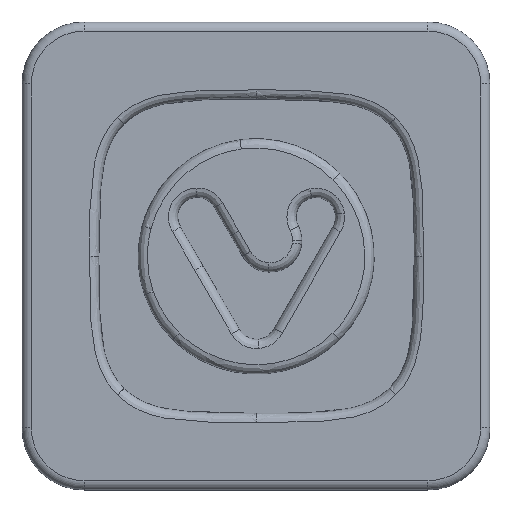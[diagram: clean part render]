
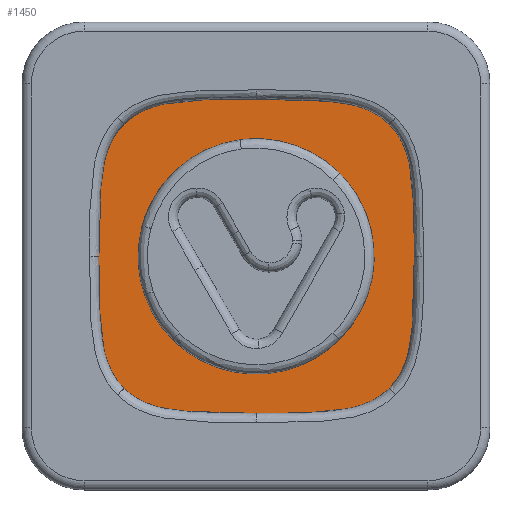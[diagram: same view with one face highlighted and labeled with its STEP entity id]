
A CAD part, top view. The second image highlights one B-rep face of the part: STEP entity #1450.
In plain terms, the highlighted planar face has unit normal (0, 0, 1).
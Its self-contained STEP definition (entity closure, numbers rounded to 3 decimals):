
#125=B_SPLINE_CURVE_WITH_KNOTS('',3,(#3880,#3881,#3882,#3883),
 .UNSPECIFIED.,.F.,.F.,(4,4),(-0.201,0.),.UNSPECIFIED.);
#126=B_SPLINE_CURVE_WITH_KNOTS('',3,(#3884,#3885,#3886,#3887),
 .UNSPECIFIED.,.F.,.F.,(4,4),(-0.248,0.),
 .UNSPECIFIED.);
#161=FACE_BOUND('',#429,.T.);
#174=(
BOUNDED_CURVE()
B_SPLINE_CURVE(3,(#3148,#3149,#3150,#3151),.UNSPECIFIED.,.F.,.F.)
B_SPLINE_CURVE_WITH_KNOTS((4,4),(0.715,1.),.UNSPECIFIED.)
CURVE()
GEOMETRIC_REPRESENTATION_ITEM()
RATIONAL_B_SPLINE_CURVE((1.,1.,1.,1.))
REPRESENTATION_ITEM('')
);
#175=(
BOUNDED_CURVE()
B_SPLINE_CURVE(3,(#3163,#3164,#3165,#3166),.UNSPECIFIED.,.F.,.F.)
B_SPLINE_CURVE_WITH_KNOTS((4,4),(0.004,0.745),
 .UNSPECIFIED.)
CURVE()
GEOMETRIC_REPRESENTATION_ITEM()
RATIONAL_B_SPLINE_CURVE((1.,1.,1.,1.))
REPRESENTATION_ITEM('')
);
#176=(
BOUNDED_CURVE()
B_SPLINE_CURVE(3,(#3737,#3738,#3739,#3740),.UNSPECIFIED.,.F.,.F.)
B_SPLINE_CURVE_WITH_KNOTS((4,4),(-1.,0.),.UNSPECIFIED.)
CURVE()
GEOMETRIC_REPRESENTATION_ITEM()
RATIONAL_B_SPLINE_CURVE((1.,1.,1.,1.))
REPRESENTATION_ITEM('')
);
#177=(
BOUNDED_CURVE()
B_SPLINE_CURVE(3,(#3752,#3753,#3754,#3755),.UNSPECIFIED.,.F.,.F.)
B_SPLINE_CURVE_WITH_KNOTS((4,4),(-1.,0.),.UNSPECIFIED.)
CURVE()
GEOMETRIC_REPRESENTATION_ITEM()
RATIONAL_B_SPLINE_CURVE((1.,1.,1.,1.))
REPRESENTATION_ITEM('')
);
#178=(
BOUNDED_CURVE()
B_SPLINE_CURVE(3,(#3766,#3767,#3768,#3769),.UNSPECIFIED.,.F.,.F.)
B_SPLINE_CURVE_WITH_KNOTS((4,4),(-1.,0.),.UNSPECIFIED.)
CURVE()
GEOMETRIC_REPRESENTATION_ITEM()
RATIONAL_B_SPLINE_CURVE((1.,1.,1.,1.))
REPRESENTATION_ITEM('')
);
#179=(
BOUNDED_CURVE()
B_SPLINE_CURVE(3,(#3780,#3781,#3782,#3783),.UNSPECIFIED.,.F.,.F.)
B_SPLINE_CURVE_WITH_KNOTS((4,4),(-1.,0.),.UNSPECIFIED.)
CURVE()
GEOMETRIC_REPRESENTATION_ITEM()
RATIONAL_B_SPLINE_CURVE((1.,1.,1.,1.))
REPRESENTATION_ITEM('')
);
#180=(
BOUNDED_CURVE()
B_SPLINE_CURVE(3,(#3793,#3794,#3795,#3796),.UNSPECIFIED.,.F.,.F.)
B_SPLINE_CURVE_WITH_KNOTS((4,4),(0.,1.),.UNSPECIFIED.)
CURVE()
GEOMETRIC_REPRESENTATION_ITEM()
RATIONAL_B_SPLINE_CURVE((1.,1.,1.,1.))
REPRESENTATION_ITEM('')
);
#181=(
BOUNDED_CURVE()
B_SPLINE_CURVE(3,(#3808,#3809,#3810,#3811),.UNSPECIFIED.,.F.,.F.)
B_SPLINE_CURVE_WITH_KNOTS((4,4),(0.,0.589),.UNSPECIFIED.)
CURVE()
GEOMETRIC_REPRESENTATION_ITEM()
RATIONAL_B_SPLINE_CURVE((1.,1.,1.,1.))
REPRESENTATION_ITEM('')
);
#182=(
BOUNDED_CURVE()
B_SPLINE_CURVE(3,(#3820,#3821,#3822,#3823),.UNSPECIFIED.,.F.,.F.)
B_SPLINE_CURVE_WITH_KNOTS((4,4),(0.,1.),.UNSPECIFIED.)
CURVE()
GEOMETRIC_REPRESENTATION_ITEM()
RATIONAL_B_SPLINE_CURVE((1.,1.,1.,1.))
REPRESENTATION_ITEM('')
);
#183=(
BOUNDED_CURVE()
B_SPLINE_CURVE(3,(#3834,#3835,#3836,#3837),.UNSPECIFIED.,.F.,.F.)
B_SPLINE_CURVE_WITH_KNOTS((4,4),(-1.,0.),.UNSPECIFIED.)
CURVE()
GEOMETRIC_REPRESENTATION_ITEM()
RATIONAL_B_SPLINE_CURVE((1.,1.,1.,1.))
REPRESENTATION_ITEM('')
);
#184=(
BOUNDED_CURVE()
B_SPLINE_CURVE(3,(#3848,#3849,#3850,#3851),.UNSPECIFIED.,.F.,.F.)
B_SPLINE_CURVE_WITH_KNOTS((4,4),(-1.,0.),.UNSPECIFIED.)
CURVE()
GEOMETRIC_REPRESENTATION_ITEM()
RATIONAL_B_SPLINE_CURVE((1.,1.,1.,1.))
REPRESENTATION_ITEM('')
);
#185=(
BOUNDED_CURVE()
B_SPLINE_CURVE(3,(#3862,#3863,#3864,#3865),.UNSPECIFIED.,.F.,.F.)
B_SPLINE_CURVE_WITH_KNOTS((4,4),(-1.,0.),.UNSPECIFIED.)
CURVE()
GEOMETRIC_REPRESENTATION_ITEM()
RATIONAL_B_SPLINE_CURVE((1.,1.,1.,1.))
REPRESENTATION_ITEM('')
);
#186=(
BOUNDED_CURVE()
B_SPLINE_CURVE(3,(#3874,#3875,#3876,#3877),.UNSPECIFIED.,.F.,.F.)
B_SPLINE_CURVE_WITH_KNOTS((4,4),(-1.,0.),.UNSPECIFIED.)
CURVE()
GEOMETRIC_REPRESENTATION_ITEM()
RATIONAL_B_SPLINE_CURVE((1.,1.,1.,1.))
REPRESENTATION_ITEM('')
);
#332=FACE_OUTER_BOUND('',#428,.T.);
#428=EDGE_LOOP('',(#1285,#1286,#1287,#1288,#1289,#1290,#1291,#1292));
#429=EDGE_LOOP('',(#1293,#1294,#1295,#1296,#1297,#1298,#1299));
#653=VERTEX_POINT('',#3145);
#654=VERTEX_POINT('',#3147);
#655=VERTEX_POINT('',#3161);
#656=VERTEX_POINT('',#3185);
#684=VERTEX_POINT('',#3734);
#685=VERTEX_POINT('',#3736);
#686=VERTEX_POINT('',#3750);
#687=VERTEX_POINT('',#3764);
#688=VERTEX_POINT('',#3778);
#689=VERTEX_POINT('',#3792);
#690=VERTEX_POINT('',#3806);
#691=VERTEX_POINT('',#3832);
#692=VERTEX_POINT('',#3846);
#693=VERTEX_POINT('',#3860);
#694=VERTEX_POINT('',#3879);
#826=EDGE_CURVE('',#653,#654,#174,.T.);
#829=EDGE_CURVE('',#655,#653,#175,.T.);
#882=EDGE_CURVE('',#684,#685,#176,.T.);
#885=EDGE_CURVE('',#686,#684,#177,.T.);
#887=EDGE_CURVE('',#687,#686,#178,.T.);
#889=EDGE_CURVE('',#688,#687,#179,.T.);
#890=EDGE_CURVE('',#654,#689,#180,.T.);
#893=EDGE_CURVE('',#690,#656,#181,.T.);
#894=EDGE_CURVE('',#689,#690,#182,.T.);
#896=EDGE_CURVE('',#691,#688,#183,.T.);
#898=EDGE_CURVE('',#692,#691,#184,.T.);
#900=EDGE_CURVE('',#693,#692,#185,.T.);
#901=EDGE_CURVE('',#685,#693,#186,.T.);
#902=EDGE_CURVE('',#694,#655,#125,.T.);
#903=EDGE_CURVE('',#656,#694,#126,.T.);
#1285=ORIENTED_EDGE('',*,*,#882,.F.);
#1286=ORIENTED_EDGE('',*,*,#885,.F.);
#1287=ORIENTED_EDGE('',*,*,#887,.F.);
#1288=ORIENTED_EDGE('',*,*,#889,.F.);
#1289=ORIENTED_EDGE('',*,*,#896,.F.);
#1290=ORIENTED_EDGE('',*,*,#898,.F.);
#1291=ORIENTED_EDGE('',*,*,#900,.F.);
#1292=ORIENTED_EDGE('',*,*,#901,.F.);
#1293=ORIENTED_EDGE('',*,*,#894,.F.);
#1294=ORIENTED_EDGE('',*,*,#890,.F.);
#1295=ORIENTED_EDGE('',*,*,#826,.F.);
#1296=ORIENTED_EDGE('',*,*,#829,.F.);
#1297=ORIENTED_EDGE('',*,*,#902,.F.);
#1298=ORIENTED_EDGE('',*,*,#903,.F.);
#1299=ORIENTED_EDGE('',*,*,#893,.F.);
#1367=PLANE('',#1547);
#1450=ADVANCED_FACE('',(#332,#161),#1367,.T.);
#1547=AXIS2_PLACEMENT_3D('',#3878,#1751,#1752);
#1751=DIRECTION('center_axis',(0.,0.,1.));
#1752=DIRECTION('ref_axis',(1.,0.,0.));
#3145=CARTESIAN_POINT('',(-3.599,-1.25,-0.8));
#3147=CARTESIAN_POINT('',(-2.691,-2.699,-0.8));
#3148=CARTESIAN_POINT('Ctrl Pts',(-3.599,-1.25,-0.8));
#3149=CARTESIAN_POINT('Ctrl Pts',(-3.417,-1.78,-0.8));
#3150=CARTESIAN_POINT('Ctrl Pts',(-3.114,-2.277,-0.8));
#3151=CARTESIAN_POINT('Ctrl Pts',(-2.691,-2.699,-0.8));
#3161=CARTESIAN_POINT('',(-3.679,0.959,-0.8));
#3163=CARTESIAN_POINT('Ctrl Pts',(-3.679,0.959,-0.8));
#3164=CARTESIAN_POINT('Ctrl Pts',(-3.881,0.203,-0.8));
#3165=CARTESIAN_POINT('Ctrl Pts',(-3.838,-0.562,
-0.8));
#3166=CARTESIAN_POINT('Ctrl Pts',(-3.599,-1.25,-0.8));
#3185=CARTESIAN_POINT('',(-0.515,3.751,-0.8));
#3734=CARTESIAN_POINT('',(0.019,-5.078,-0.8));
#3736=CARTESIAN_POINT('',(-4.26,-4.273,-0.8));
#3737=CARTESIAN_POINT('Ctrl Pts',(0.019,-5.078,
-0.8));
#3738=CARTESIAN_POINT('Ctrl Pts',(-2.21,-5.078,-0.8));
#3739=CARTESIAN_POINT('Ctrl Pts',(-3.449,-5.078,-0.8));
#3740=CARTESIAN_POINT('Ctrl Pts',(-4.26,-4.273,-0.8));
#3750=CARTESIAN_POINT('',(4.298,-4.271,-0.8));
#3752=CARTESIAN_POINT('Ctrl Pts',(4.298,-4.271,-0.8));
#3753=CARTESIAN_POINT('Ctrl Pts',(3.486,-5.078,-0.8));
#3754=CARTESIAN_POINT('Ctrl Pts',(2.248,-5.078,-0.8));
#3755=CARTESIAN_POINT('Ctrl Pts',(0.019,-5.078,
-0.8));
#3764=CARTESIAN_POINT('',(5.107,-0.008,-0.8));
#3766=CARTESIAN_POINT('Ctrl Pts',(5.107,-0.008,
-0.8));
#3767=CARTESIAN_POINT('Ctrl Pts',(5.107,-2.23,-0.8));
#3768=CARTESIAN_POINT('Ctrl Pts',(5.107,-3.464,-0.8));
#3769=CARTESIAN_POINT('Ctrl Pts',(4.298,-4.271,-0.8));
#3778=CARTESIAN_POINT('',(4.298,4.256,-0.8));
#3780=CARTESIAN_POINT('Ctrl Pts',(4.298,4.256,-0.8));
#3781=CARTESIAN_POINT('Ctrl Pts',(5.107,3.449,-0.8));
#3782=CARTESIAN_POINT('Ctrl Pts',(5.107,2.215,-0.8));
#3783=CARTESIAN_POINT('Ctrl Pts',(5.107,-0.008,
-0.8));
#3792=CARTESIAN_POINT('',(2.697,-2.699,-0.8));
#3793=CARTESIAN_POINT('Ctrl Pts',(-2.691,-2.699,-0.8));
#3794=CARTESIAN_POINT('Ctrl Pts',(-1.204,-4.184,-0.8));
#3795=CARTESIAN_POINT('Ctrl Pts',(1.208,-4.184,-0.8));
#3796=CARTESIAN_POINT('Ctrl Pts',(2.697,-2.699,-0.8));
#3806=CARTESIAN_POINT('',(2.697,2.673,-0.8));
#3808=CARTESIAN_POINT('Ctrl Pts',(2.697,2.673,-0.8));
#3809=CARTESIAN_POINT('Ctrl Pts',(1.821,3.547,-0.8));
#3810=CARTESIAN_POINT('Ctrl Pts',(0.625,3.906,-0.8));
#3811=CARTESIAN_POINT('Ctrl Pts',(-0.515,3.751,-0.8));
#3820=CARTESIAN_POINT('Ctrl Pts',(2.697,-2.699,-0.8));
#3821=CARTESIAN_POINT('Ctrl Pts',(4.186,-1.215,-0.8));
#3822=CARTESIAN_POINT('Ctrl Pts',(4.186,1.191,-0.8));
#3823=CARTESIAN_POINT('Ctrl Pts',(2.697,2.673,-0.8));
#3832=CARTESIAN_POINT('',(0.019,5.06,-0.8));
#3834=CARTESIAN_POINT('Ctrl Pts',(0.019,5.06,-0.8));
#3835=CARTESIAN_POINT('Ctrl Pts',(2.248,5.06,-0.8));
#3836=CARTESIAN_POINT('Ctrl Pts',(3.486,5.06,-0.8));
#3837=CARTESIAN_POINT('Ctrl Pts',(4.298,4.256,-0.8));
#3846=CARTESIAN_POINT('',(-4.26,4.253,-0.8));
#3848=CARTESIAN_POINT('Ctrl Pts',(-4.26,4.253,-0.8));
#3849=CARTESIAN_POINT('Ctrl Pts',(-3.449,5.06,-0.8));
#3850=CARTESIAN_POINT('Ctrl Pts',(-2.21,5.06,-0.8));
#3851=CARTESIAN_POINT('Ctrl Pts',(0.019,5.06,-0.8));
#3860=CARTESIAN_POINT('',(-5.069,-0.01,-0.8));
#3862=CARTESIAN_POINT('Ctrl Pts',(-5.069,-0.01,
-0.8));
#3863=CARTESIAN_POINT('Ctrl Pts',(-5.069,2.212,-0.8));
#3864=CARTESIAN_POINT('Ctrl Pts',(-5.069,3.446,-0.8));
#3865=CARTESIAN_POINT('Ctrl Pts',(-4.26,4.253,-0.8));
#3874=CARTESIAN_POINT('Ctrl Pts',(-4.26,-4.273,-0.8));
#3875=CARTESIAN_POINT('Ctrl Pts',(-5.069,-3.466,-0.8));
#3876=CARTESIAN_POINT('Ctrl Pts',(-5.069,-2.232,-0.8));
#3877=CARTESIAN_POINT('Ctrl Pts',(-5.069,-0.01,
-0.8));
#3878=CARTESIAN_POINT('Origin',(0.019,-0.009,
-0.8));
#3879=CARTESIAN_POINT('',(-2.691,2.673,-0.8));
#3880=CARTESIAN_POINT('Ctrl Pts',(-2.691,2.673,-0.8));
#3881=CARTESIAN_POINT('Ctrl Pts',(-3.184,2.18,-0.8));
#3882=CARTESIAN_POINT('Ctrl Pts',(-3.514,1.587,-0.8));
#3883=CARTESIAN_POINT('Ctrl Pts',(-3.679,0.959,-0.8));
#3884=CARTESIAN_POINT('Ctrl Pts',(-0.515,3.751,-0.8));
#3885=CARTESIAN_POINT('Ctrl Pts',(-1.311,3.642,-0.8));
#3886=CARTESIAN_POINT('Ctrl Pts',(-2.079,3.283,-0.8));
#3887=CARTESIAN_POINT('Ctrl Pts',(-2.691,2.673,-0.8));
